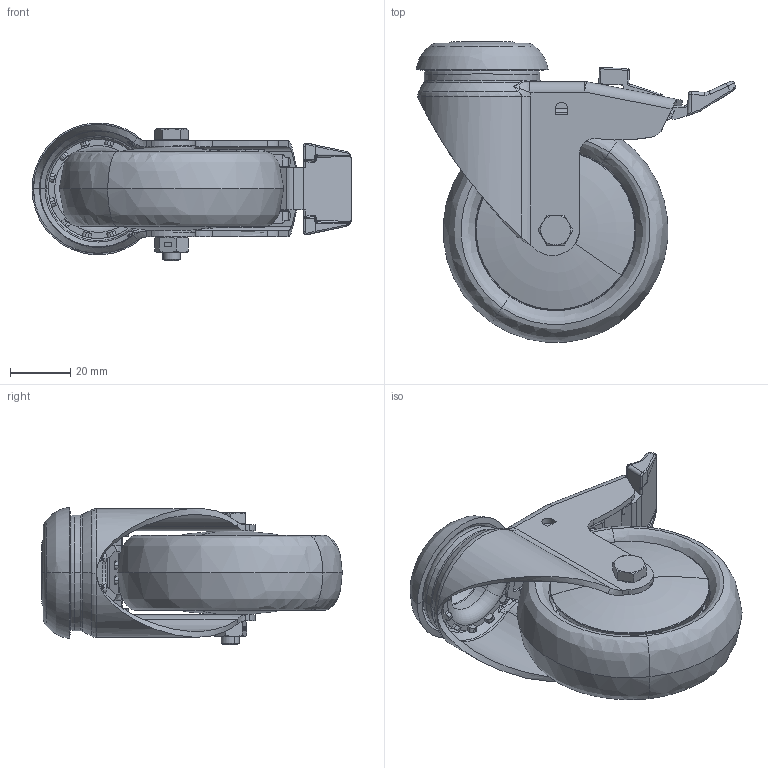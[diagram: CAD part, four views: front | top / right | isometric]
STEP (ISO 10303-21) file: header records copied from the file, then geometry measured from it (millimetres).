
FILE_DESCRIPTION (( 'STEP AP214' ), '1' );
FILE_NAME ('0031196.step', '2023-05-08T10:12:42', ( '' ), ( '' ), 'SwSTEP 2.0', 'SolidWorks 2020', '' );
FILE_SCHEMA (( 'AUTOMOTIVE_DESIGN' ));
Length unit declared in the file: millimetre
Products named in the file (1): 0031196
Bounding box: 106.59 x 100.16 x 45.9 mm (x, y, z)
Surface area: 45894.3 mm2 (no closed solid volume)
Topology: 0 solids, 19 shells, 509 faces, 1425 edges, 908 vertices
Faces by surface type: cylinder 162, plane 130, bspline 92, torus 58, cone 41, sphere 26
Entity records: 26995 total; most frequent: CARTESIAN_POINT 9339, ORIENTED_EDGE 2448, DIRECTION 2392, EDGE_CURVE 1411, AXIS2_PLACEMENT_3D 916, VERTEX_POINT 903, VECTOR 560, LINE 560
